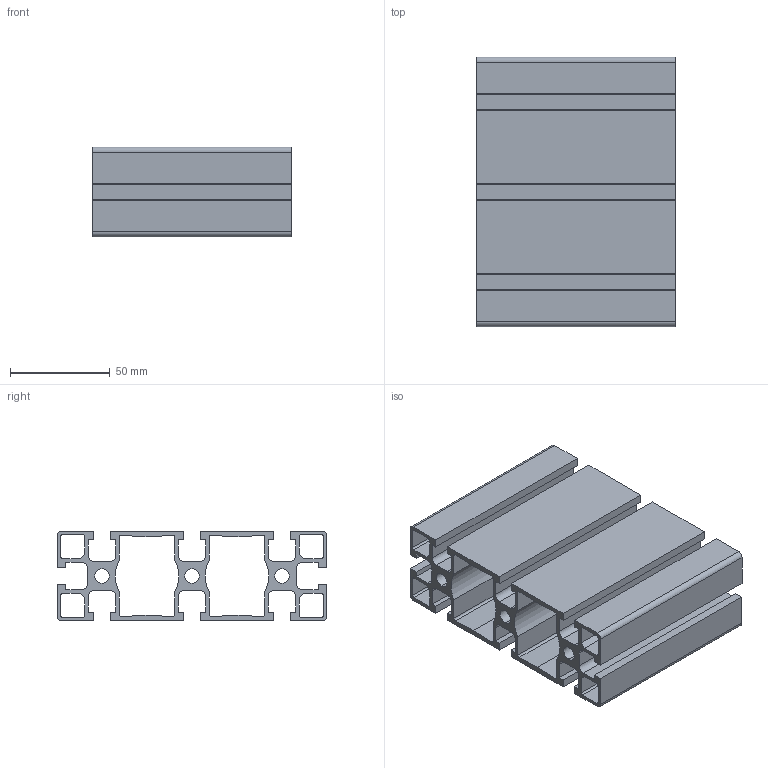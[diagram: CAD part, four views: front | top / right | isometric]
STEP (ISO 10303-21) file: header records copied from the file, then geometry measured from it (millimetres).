
FILE_DESCRIPTION (( 'STEP AP214' ), '1' );
FILE_NAME ('084.101.028.STEP', '2020-07-23T07:21:23', ( '' ), ( '' ), 'SwSTEP 2.0', 'SolidWorks 2018', '' );
FILE_SCHEMA (( 'AUTOMOTIVE_DESIGN' ));
Length unit declared in the file: millimetre
Products named in the file (1): 084.101.028
Bounding box: 100 x 135 x 45 mm (x, y, z)
Volume: 159364.8 mm3; surface area: 122428.2 mm2
Topology: 1 solids, 1 shells, 160 faces, 474 edges, 316 vertices
Faces by surface type: plane 106, cylinder 54
Entity records: 5416 total; most frequent: CARTESIAN_POINT 951, ORIENTED_EDGE 948, DIRECTION 904, EDGE_CURVE 474, LINE 366, VECTOR 366, VERTEX_POINT 316, AXIS2_PLACEMENT_3D 269
